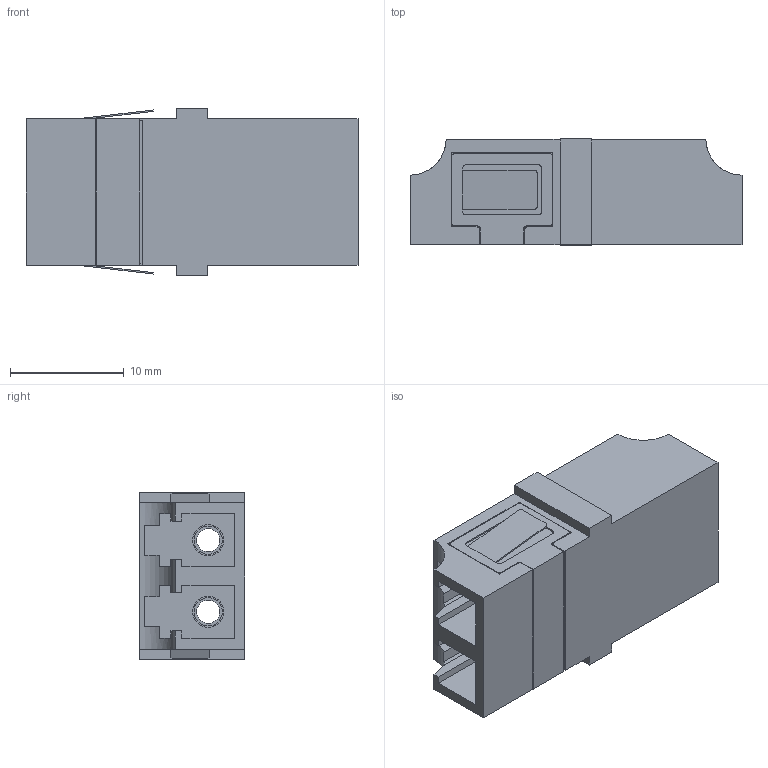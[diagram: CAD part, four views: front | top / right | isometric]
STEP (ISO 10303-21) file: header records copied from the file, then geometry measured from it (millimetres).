
FILE_DESCRIPTION (( 'STEP AP203' ), '1' );
FILE_NAME ('FOA-LCK-MM.STEP', '2011-06-23T14:29:24', ( 'x' ), ( 'Microsoft' ), 'SwSTEP 2.0', 'SolidWorks 2010', '' );
FILE_SCHEMA (( 'CONFIG_CONTROL_DESIGN' ));
Length unit declared in the file: inch
Products named in the file (3): FOA-LCK-MM-MA1; FOA-LCK-MM
Assembly tree (2 placements, depth 2):
  FOA-LCK-MM
    FOA-LCK-MM
    FOA-LCK-MM-MA1
Bounding box: 29.2 x 9.3 x 14.73 mm (x, y, z)
Volume: 1536.9 mm3; surface area: 3658.8 mm2
Topology: 2 solids, 2 shells, 233 faces, 674 edges, 445 vertices
Faces by surface type: plane 183, cylinder 50
Entity records: 7959 total; most frequent: CARTESIAN_POINT 1381, ORIENTED_EDGE 1348, DIRECTION 1258, EDGE_CURVE 674, VECTOR 550, LINE 550, VERTEX_POINT 445, AXIS2_PLACEMENT_3D 354
